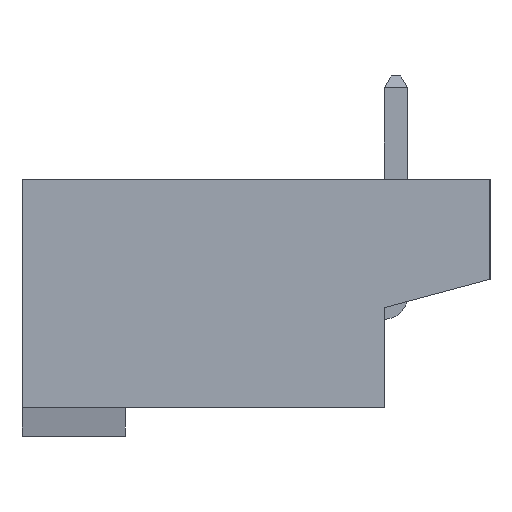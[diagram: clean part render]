
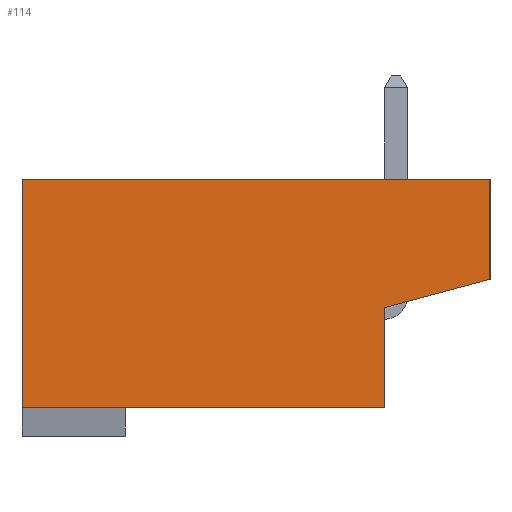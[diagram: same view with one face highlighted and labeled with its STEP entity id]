
A CAD part, left-side view. The second image highlights one B-rep face of the part: STEP entity #114.
In plain terms, the highlighted planar face has unit normal (-1, 0, 0).
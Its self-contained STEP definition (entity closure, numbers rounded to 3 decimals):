
#114=ADVANCED_FACE('',(#352),#353,.T.);
#352=FACE_OUTER_BOUND('',#709,.T.);
#353=PLANE('',#710);
#709=EDGE_LOOP('',(#1428,#1429,#1430,#1431,#1432,#1433));
#710=AXIS2_PLACEMENT_3D('',#1434,#1435,#1436);
#1428=ORIENTED_EDGE('',*,*,#2336,.F.);
#1429=ORIENTED_EDGE('',*,*,#2511,.T.);
#1430=ORIENTED_EDGE('',*,*,#2454,.T.);
#1431=ORIENTED_EDGE('',*,*,#2525,.T.);
#1432=ORIENTED_EDGE('',*,*,#2524,.T.);
#1433=ORIENTED_EDGE('',*,*,#2521,.T.);
#1434=CARTESIAN_POINT('',(-9.295,5.45,-3.605));
#1435=DIRECTION('',(-1.0,0.0,0.0));
#1436=DIRECTION('',(0.0,0.0,1.0));
#2336=EDGE_CURVE('',#2806,#2808,#2809,.T.);
#2454=EDGE_CURVE('',#3015,#3012,#3016,.T.);
#2511=EDGE_CURVE('',#2806,#3015,#3118,.T.);
#2521=EDGE_CURVE('',#3130,#2808,#3131,.T.);
#2524=EDGE_CURVE('',#3133,#3130,#3135,.T.);
#2525=EDGE_CURVE('',#3012,#3133,#3136,.T.);
#2806=VERTEX_POINT('',#3498);
#2808=VERTEX_POINT('',#3501);
#2809=LINE('',#3502,#3503);
#3012=VERTEX_POINT('',#3817);
#3015=VERTEX_POINT('',#3821);
#3016=LINE('',#3822,#3823);
#3118=LINE('',#3981,#3982);
#3130=VERTEX_POINT('',#4003);
#3131=LINE('',#4004,#4005);
#3133=VERTEX_POINT('',#4008);
#3135=LINE('',#4011,#4012);
#3136=LINE('',#4013,#4014);
#3498=CARTESIAN_POINT('',(-9.295,5.45,-2.815));
#3501=CARTESIAN_POINT('',(-9.295,5.45,3.605));
#3502=CARTESIAN_POINT('',(-9.295,5.45,-2.815));
#3503=VECTOR('',#4538,6.42);
#3817=CARTESIAN_POINT('',(-9.295,-4.725,0.0));
#3821=CARTESIAN_POINT('',(-9.295,-4.725,-2.815));
#3822=CARTESIAN_POINT('',(-9.295,-4.725,-2.815));
#3823=VECTOR('',#4666,2.815);
#3981=CARTESIAN_POINT('',(-9.295,5.45,-2.815));
#3982=VECTOR('',#4723,10.175);
#4003=CARTESIAN_POINT('',(-9.295,-7.69,3.605));
#4004=CARTESIAN_POINT('',(-9.295,-7.69,3.605));
#4005=VECTOR('',#4733,13.14);
#4008=CARTESIAN_POINT('',(-9.295,-7.69,0.794));
#4011=CARTESIAN_POINT('',(-9.295,-7.69,0.794));
#4012=VECTOR('',#4736,2.811);
#4013=CARTESIAN_POINT('',(-9.295,-4.725,0.0));
#4014=VECTOR('',#4737,3.07);
#4538=DIRECTION('',(0.0,0.0,1.0));
#4666=DIRECTION('',(0.0,0.0,1.0));
#4723=DIRECTION('',(0.0,-1.0,0.0));
#4733=DIRECTION('',(0.0,1.0,0.0));
#4736=DIRECTION('',(0.0,0.0,1.0));
#4737=DIRECTION('',(0.0,-0.966,0.259));
